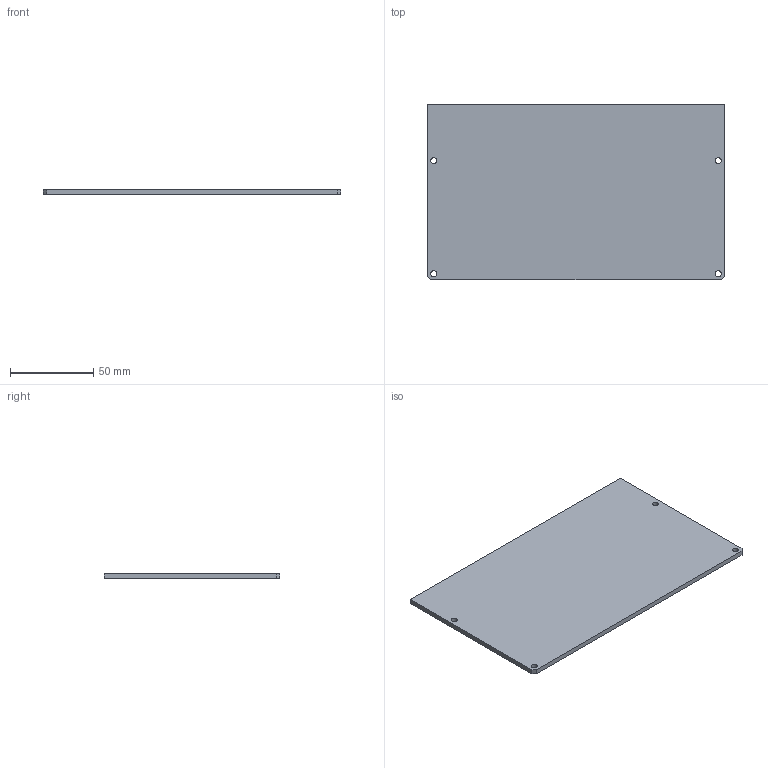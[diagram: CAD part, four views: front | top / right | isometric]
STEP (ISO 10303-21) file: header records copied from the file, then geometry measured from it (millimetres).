
FILE_DESCRIPTION(/* description */ (''),/* implementation_level */ '2;1');
FILE_NAME(/* name */ 'Lid - Short Template.step',/* time_stamp */ '2023-07-23T04:32:22-05:00',/* author */ (''),/* organization */ (''),/* preprocessor_version */ 'ST-DEVELOPER v19.2',/* originating_system */ 'Autodesk Translation Framework v12.6.0.85',/* authorisation */ '');
FILE_SCHEMA (('AUTOMOTIVE_DESIGN { 1 0 10303 214 3 1 1 }'));
Length unit declared in the file: millimetre
Products named in the file (1): Lid - Short Template
Bounding box: 178.6 x 105.55 x 3 mm (x, y, z)
Volume: 56414.9 mm3; surface area: 39462.5 mm2
Topology: 1 solids, 1 shells, 45 faces, 123 edges, 82 vertices
Faces by surface type: plane 21, bspline 20, cylinder 4
Full cylindrical faces by diameter (mm): 3.6 x4
Entity records: 1654 total; most frequent: CARTESIAN_POINT 591, ORIENTED_EDGE 246, DIRECTION 143, EDGE_CURVE 123, VERTEX_POINT 82, LINE 75, VECTOR 75, EDGE_LOOP 55
